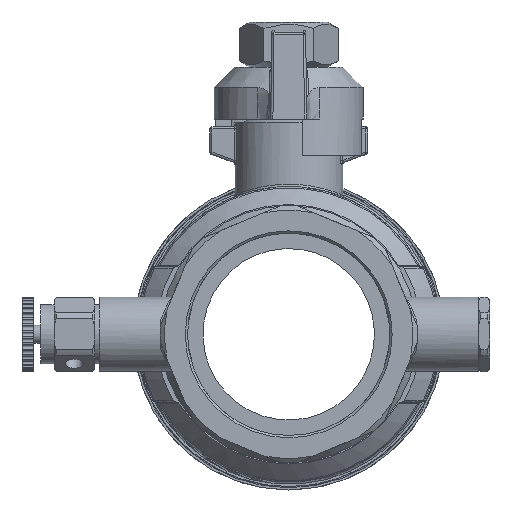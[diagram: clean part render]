
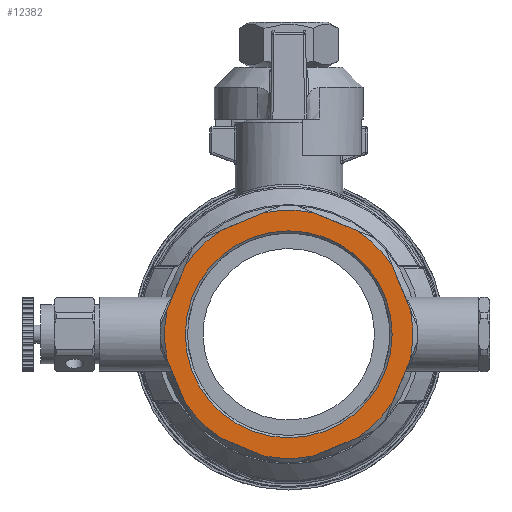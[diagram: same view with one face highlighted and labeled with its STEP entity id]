
A CAD part, front view. The second image highlights one B-rep face of the part: STEP entity #12382.
In plain terms, the highlighted planar face has unit normal (0, -1, 0).
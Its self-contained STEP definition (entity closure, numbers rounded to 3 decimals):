
#413=LINE('',#23349,#765);
#414=LINE('',#23354,#766);
#415=LINE('',#23358,#767);
#416=LINE('',#23362,#768);
#417=LINE('',#23366,#769);
#418=LINE('',#23370,#770);
#419=LINE('',#23374,#771);
#420=LINE('',#23378,#772);
#765=VECTOR('',#19907,1000.);
#766=VECTOR('',#19910,1000.);
#767=VECTOR('',#19913,1000.);
#768=VECTOR('',#19916,1000.);
#769=VECTOR('',#19919,1000.);
#770=VECTOR('',#19922,1000.);
#771=VECTOR('',#19925,1000.);
#772=VECTOR('',#19928,1000.);
#1067=PLANE('',#18307);
#3142=ORIENTED_EDGE('',*,*,#6783,.T.);
#3143=ORIENTED_EDGE('',*,*,#6784,.T.);
#3144=ORIENTED_EDGE('',*,*,#6785,.T.);
#3145=ORIENTED_EDGE('',*,*,#6786,.T.);
#3146=ORIENTED_EDGE('',*,*,#6787,.T.);
#3147=ORIENTED_EDGE('',*,*,#6788,.T.);
#3148=ORIENTED_EDGE('',*,*,#6789,.T.);
#3149=ORIENTED_EDGE('',*,*,#6790,.T.);
#3150=ORIENTED_EDGE('',*,*,#6791,.T.);
#3151=ORIENTED_EDGE('',*,*,#6792,.T.);
#3152=ORIENTED_EDGE('',*,*,#6793,.T.);
#3153=ORIENTED_EDGE('',*,*,#6794,.T.);
#3154=ORIENTED_EDGE('',*,*,#6795,.T.);
#3155=ORIENTED_EDGE('',*,*,#6796,.T.);
#3156=ORIENTED_EDGE('',*,*,#6797,.T.);
#3157=ORIENTED_EDGE('',*,*,#6798,.T.);
#3158=ORIENTED_EDGE('',*,*,#6799,.T.);
#6783=EDGE_CURVE('',#8655,#8655,#9831,.T.);
#6784=EDGE_CURVE('',#8656,#8657,#413,.T.);
#6785=EDGE_CURVE('',#8657,#8658,#9832,.F.);
#6786=EDGE_CURVE('',#8658,#8659,#414,.T.);
#6787=EDGE_CURVE('',#8659,#8660,#9833,.F.);
#6788=EDGE_CURVE('',#8660,#8661,#415,.T.);
#6789=EDGE_CURVE('',#8661,#8662,#9834,.F.);
#6790=EDGE_CURVE('',#8662,#8663,#416,.T.);
#6791=EDGE_CURVE('',#8663,#8664,#9835,.F.);
#6792=EDGE_CURVE('',#8664,#8665,#417,.T.);
#6793=EDGE_CURVE('',#8665,#8666,#9836,.F.);
#6794=EDGE_CURVE('',#8666,#8667,#418,.T.);
#6795=EDGE_CURVE('',#8667,#8668,#9837,.F.);
#6796=EDGE_CURVE('',#8668,#8669,#419,.T.);
#6797=EDGE_CURVE('',#8669,#8670,#9838,.F.);
#6798=EDGE_CURVE('',#8670,#8671,#420,.T.);
#6799=EDGE_CURVE('',#8671,#8656,#9839,.F.);
#8655=VERTEX_POINT('',#23348);
#8656=VERTEX_POINT('',#23350);
#8657=VERTEX_POINT('',#23351);
#8658=VERTEX_POINT('',#23353);
#8659=VERTEX_POINT('',#23355);
#8660=VERTEX_POINT('',#23357);
#8661=VERTEX_POINT('',#23359);
#8662=VERTEX_POINT('',#23361);
#8663=VERTEX_POINT('',#23363);
#8664=VERTEX_POINT('',#23365);
#8665=VERTEX_POINT('',#23367);
#8666=VERTEX_POINT('',#23369);
#8667=VERTEX_POINT('',#23371);
#8668=VERTEX_POINT('',#23373);
#8669=VERTEX_POINT('',#23375);
#8670=VERTEX_POINT('',#23377);
#8671=VERTEX_POINT('',#23379);
#9831=CIRCLE('',#18308,22.923);
#9832=CIRCLE('',#18309,27.5);
#9833=CIRCLE('',#18310,27.5);
#9834=CIRCLE('',#18311,27.5);
#9835=CIRCLE('',#18312,27.5);
#9836=CIRCLE('',#18313,27.5);
#9837=CIRCLE('',#18314,27.5);
#9838=CIRCLE('',#18315,27.5);
#9839=CIRCLE('',#18316,27.5);
#10404=EDGE_LOOP('',(#3142));
#10405=EDGE_LOOP('',(#3143,#3144,#3145,#3146,#3147,#3148,#3149,#3150,#3151,
#3152,#3153,#3154,#3155,#3156,#3157,#3158));
#11377=FACE_BOUND('',#10404,.T.);
#11378=FACE_BOUND('',#10405,.T.);
#12382=ADVANCED_FACE('',(#11377,#11378),#1067,.F.);
#18307=AXIS2_PLACEMENT_3D('',#23346,#19903,#19904);
#18308=AXIS2_PLACEMENT_3D('',#23347,#19905,#19906);
#18309=AXIS2_PLACEMENT_3D('',#23352,#19908,#19909);
#18310=AXIS2_PLACEMENT_3D('',#23356,#19911,#19912);
#18311=AXIS2_PLACEMENT_3D('',#23360,#19914,#19915);
#18312=AXIS2_PLACEMENT_3D('',#23364,#19917,#19918);
#18313=AXIS2_PLACEMENT_3D('',#23368,#19920,#19921);
#18314=AXIS2_PLACEMENT_3D('',#23372,#19923,#19924);
#18315=AXIS2_PLACEMENT_3D('',#23376,#19926,#19927);
#18316=AXIS2_PLACEMENT_3D('',#23380,#19929,#19930);
#19903=DIRECTION('',(0.,1.,0.));
#19904=DIRECTION('',(0.,0.,1.));
#19905=DIRECTION('',(0.,1.,0.));
#19906=DIRECTION('',(0.,0.,1.));
#19907=DIRECTION('',(-0.924,0.,0.383));
#19908=DIRECTION('',(0.,1.,0.));
#19909=DIRECTION('',(0.,0.,1.));
#19910=DIRECTION('',(-0.924,0.,-0.383));
#19911=DIRECTION('',(0.,1.,0.));
#19912=DIRECTION('',(0.,0.,1.));
#19913=DIRECTION('',(-0.383,0.,-0.924));
#19914=DIRECTION('',(0.,1.,0.));
#19915=DIRECTION('',(0.,0.,1.));
#19916=DIRECTION('',(0.383,0.,-0.924));
#19917=DIRECTION('',(0.,1.,0.));
#19918=DIRECTION('',(0.,0.,1.));
#19919=DIRECTION('',(0.924,0.,-0.383));
#19920=DIRECTION('',(0.,1.,0.));
#19921=DIRECTION('',(0.,0.,1.));
#19922=DIRECTION('',(0.924,0.,0.383));
#19923=DIRECTION('',(0.,1.,0.));
#19924=DIRECTION('',(0.,0.,1.));
#19925=DIRECTION('',(0.383,0.,0.924));
#19926=DIRECTION('',(0.,1.,0.));
#19927=DIRECTION('',(0.,0.,1.));
#19928=DIRECTION('',(-0.383,0.,0.924));
#19929=DIRECTION('',(0.,1.,0.));
#19930=DIRECTION('',(0.,0.,1.));
#23346=CARTESIAN_POINT('',(0.,-49.2,0.));
#23347=CARTESIAN_POINT('',(0.,-49.2,0.));
#23348=CARTESIAN_POINT('',(0.,-49.2,22.923));
#23349=CARTESIAN_POINT('',(20.665,-49.2,20.665));
#23350=CARTESIAN_POINT('',(15.155,-49.2,22.947));
#23351=CARTESIAN_POINT('',(5.51,-49.2,26.942));
#23352=CARTESIAN_POINT('',(0.,-49.2,0.));
#23353=CARTESIAN_POINT('',(-5.51,-49.2,26.942));
#23354=CARTESIAN_POINT('',(0.,-49.2,29.225));
#23355=CARTESIAN_POINT('',(-15.155,-49.2,22.947));
#23356=CARTESIAN_POINT('',(0.,-49.2,0.));
#23357=CARTESIAN_POINT('',(-22.947,-49.2,15.155));
#23358=CARTESIAN_POINT('',(-20.665,-49.2,20.665));
#23359=CARTESIAN_POINT('',(-26.942,-49.2,5.51));
#23360=CARTESIAN_POINT('',(0.,-49.2,0.));
#23361=CARTESIAN_POINT('',(-26.942,-49.2,-5.51));
#23362=CARTESIAN_POINT('',(-29.225,-49.2,0.));
#23363=CARTESIAN_POINT('',(-22.947,-49.2,-15.155));
#23364=CARTESIAN_POINT('',(0.,-49.2,0.));
#23365=CARTESIAN_POINT('',(-15.155,-49.2,-22.947));
#23366=CARTESIAN_POINT('',(-20.665,-49.2,-20.665));
#23367=CARTESIAN_POINT('',(-5.51,-49.2,-26.942));
#23368=CARTESIAN_POINT('',(0.,-49.2,0.));
#23369=CARTESIAN_POINT('',(5.51,-49.2,-26.942));
#23370=CARTESIAN_POINT('',(0.,-49.2,-29.225));
#23371=CARTESIAN_POINT('',(15.155,-49.2,-22.947));
#23372=CARTESIAN_POINT('',(0.,-49.2,0.));
#23373=CARTESIAN_POINT('',(22.947,-49.2,-15.155));
#23374=CARTESIAN_POINT('',(20.665,-49.2,-20.665));
#23375=CARTESIAN_POINT('',(26.942,-49.2,-5.51));
#23376=CARTESIAN_POINT('',(0.,-49.2,0.));
#23377=CARTESIAN_POINT('',(26.942,-49.2,5.51));
#23378=CARTESIAN_POINT('',(29.225,-49.2,0.));
#23379=CARTESIAN_POINT('',(22.947,-49.2,15.155));
#23380=CARTESIAN_POINT('',(0.,-49.2,0.));
